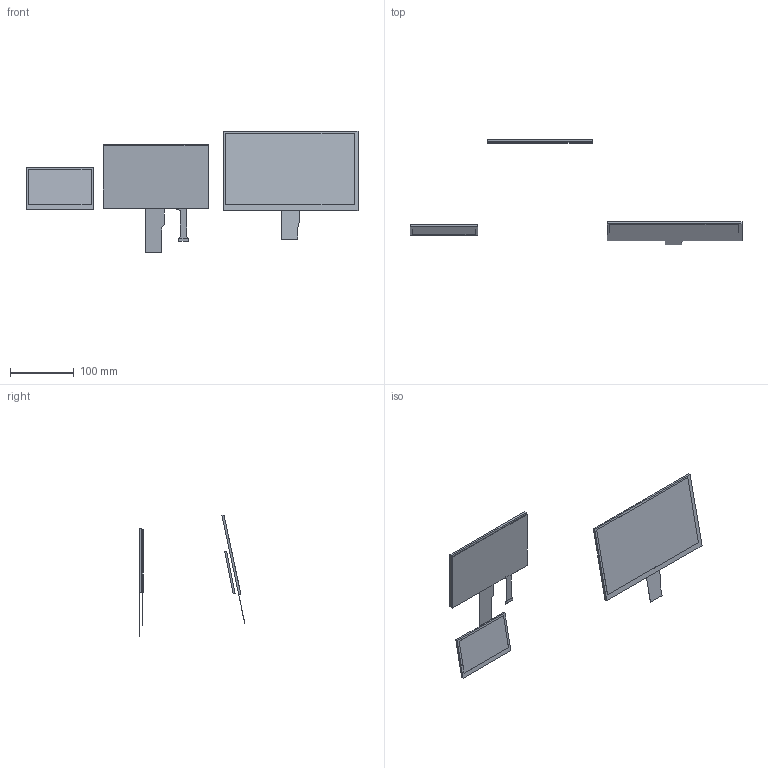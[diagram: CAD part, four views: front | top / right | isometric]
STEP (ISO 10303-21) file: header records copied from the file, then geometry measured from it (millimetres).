
FILE_DESCRIPTION(/* description */ (''),/* implementation_level */ '2;1');
FILE_NAME(/* name */ '显示屏尺寸',/* time_stamp */ '2019-07-02T15:17:36+08:00',/* author */ (''),/* organization */ (''),/* preprocessor_version */ 'ST-DEVELOPER v15',/* originating_system */ '',/* authorisation */ '');
FILE_SCHEMA (('AUTOMOTIVE_DESIGN'));
Length unit declared in the file: millimetre
Products named in the file (4): Document; PM_1_16_1; TP_AA1; PING_7CUN
Assembly tree (3 placements, depth 2):
  Document
    PM_1_16_1
    TP_AA1
    PING_7CUN
Bounding box: 518.8 x 165.04 x 190.27 mm (x, y, z)
Volume: 169925.7 mm3; surface area: 146020.4 mm2
Topology: 3 solids, 4 shells, 68 faces, 312 edges, 258 vertices
Faces by surface type: plane 68
Entity records: 3762 total; most frequent: CARTESIAN_POINT 1694, ORIENTED_EDGE 332, B_SPLINE_CURVE_WITH_KNOTS 299, EDGE_CURVE 168, PRESENTATION_LAYER_ASSIGNMENT 148, COLOUR_RGB 114, PRESENTATION_STYLE_ASSIGNMENT 114, STYLED_ITEM 114
